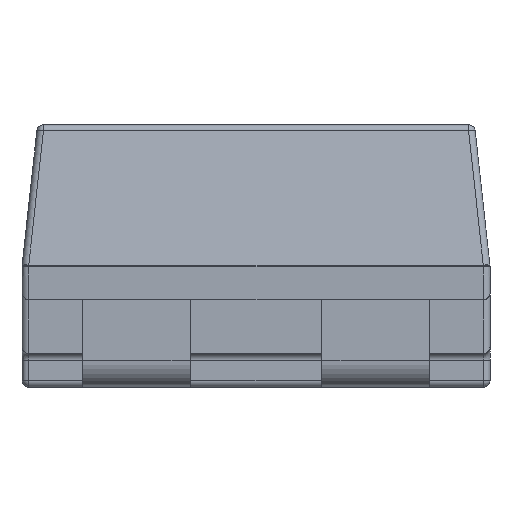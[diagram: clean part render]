
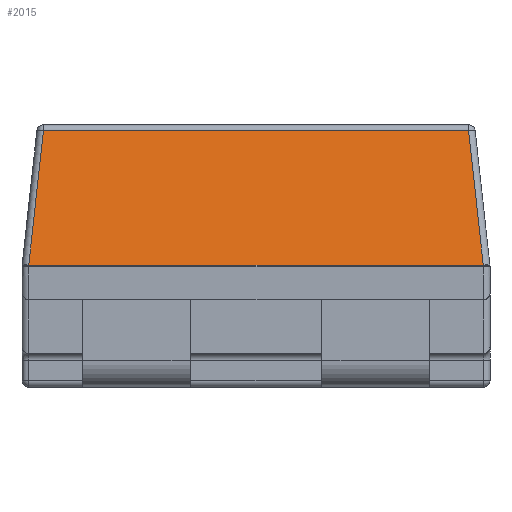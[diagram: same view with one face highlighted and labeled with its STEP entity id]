
A CAD part, left-side view. The second image highlights one B-rep face of the part: STEP entity #2015.
In plain terms, the highlighted planar face has unit normal (-0.98, 0, 0.201).
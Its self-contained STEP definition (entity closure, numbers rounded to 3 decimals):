
#121=PLANE('',#2249);
#199=LINE('',#3165,#388);
#207=LINE('',#3201,#396);
#210=LINE('',#3219,#399);
#212=LINE('',#3231,#401);
#214=LINE('',#3234,#403);
#218=LINE('',#3240,#407);
#388=VECTOR('',#2537,10.);
#396=VECTOR('',#2581,10.);
#399=VECTOR('',#2602,10.);
#401=VECTOR('',#2618,10.);
#403=VECTOR('',#2622,10.);
#407=VECTOR('',#2630,10.);
#623=FACE_OUTER_BOUND('',#755,.T.);
#755=EDGE_LOOP('',(#1682,#1683,#1684,#1685,#1686,#1687));
#954=VERTEX_POINT('',#3150);
#958=VERTEX_POINT('',#3158);
#968=VERTEX_POINT('',#3193);
#972=VERTEX_POINT('',#3207);
#974=VERTEX_POINT('',#3212);
#977=VERTEX_POINT('',#3222);
#1156=EDGE_CURVE('',#958,#954,#199,.T.);
#1174=EDGE_CURVE('',#954,#968,#207,.T.);
#1183=EDGE_CURVE('',#974,#972,#210,.T.);
#1189=EDGE_CURVE('',#968,#977,#212,.T.);
#1191=EDGE_CURVE('',#977,#974,#214,.T.);
#1195=EDGE_CURVE('',#972,#958,#218,.T.);
#1682=ORIENTED_EDGE('',*,*,#1183,.F.);
#1683=ORIENTED_EDGE('',*,*,#1191,.F.);
#1684=ORIENTED_EDGE('',*,*,#1189,.F.);
#1685=ORIENTED_EDGE('',*,*,#1174,.F.);
#1686=ORIENTED_EDGE('',*,*,#1156,.F.);
#1687=ORIENTED_EDGE('',*,*,#1195,.F.);
#2015=ADVANCED_FACE('',(#623),#121,.T.);
#2249=AXIS2_PLACEMENT_3D('',#3328,#2740,#2741);
#2537=DIRECTION('',(0.201,0.,0.98));
#2581=DIRECTION('',(0.199,-0.107,0.974));
#2602=DIRECTION('',(-0.201,0.,-0.98));
#2618=DIRECTION('',(0.,-1.,0.));
#2622=DIRECTION('',(-0.199,-0.107,-0.974));
#2630=DIRECTION('',(0.,1.,0.));
#2740=DIRECTION('center_axis',(-0.98,0.,
0.201));
#2741=DIRECTION('ref_axis',(0.,-1.,0.));
#3150=CARTESIAN_POINT('',(-1.839,1.69,0.957));
#3158=CARTESIAN_POINT('',(-1.839,1.69,0.955));
#3165=CARTESIAN_POINT('',(-1.733,1.69,1.475));
#3193=CARTESIAN_POINT('',(-1.633,1.58,1.96));
#3201=CARTESIAN_POINT('',(-1.591,1.558,2.164));
#3207=CARTESIAN_POINT('',(-1.839,-1.69,0.955));
#3212=CARTESIAN_POINT('',(-1.839,-1.69,0.957));
#3219=CARTESIAN_POINT('',(-1.658,-1.69,1.837));
#3222=CARTESIAN_POINT('',(-1.633,-1.58,1.96));
#3231=CARTESIAN_POINT('',(-1.633,-0.812,1.96));
#3234=CARTESIAN_POINT('',(-1.561,-1.542,2.311));
#3240=CARTESIAN_POINT('',(-1.839,-1.683,0.955));
#3328=CARTESIAN_POINT('Origin',(-1.625,-1.625,2.));
